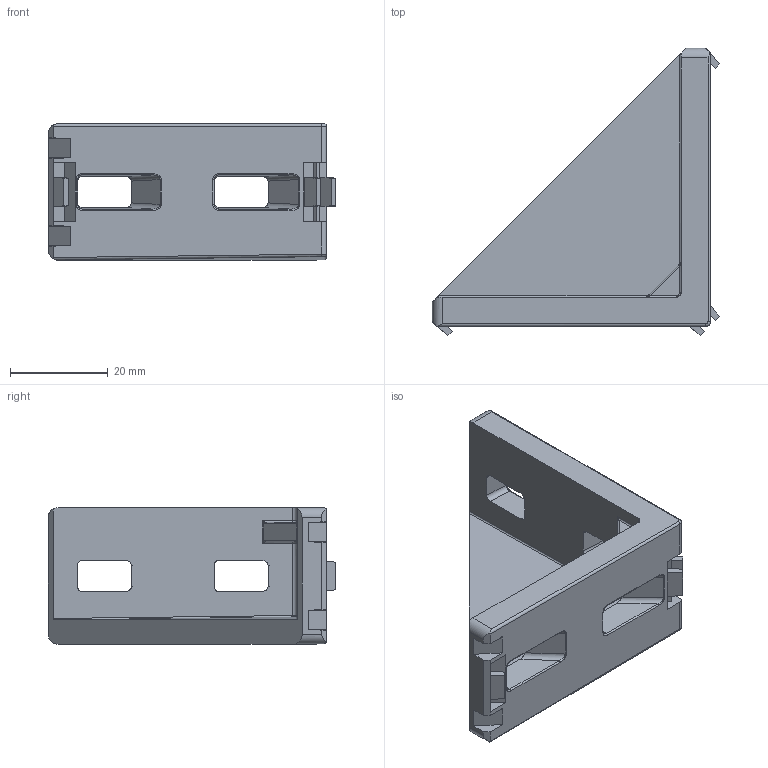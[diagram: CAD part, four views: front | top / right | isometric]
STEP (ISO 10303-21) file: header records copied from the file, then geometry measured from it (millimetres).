
FILE_DESCRIPTION (( 'STEP AP214' ), '1' );
FILE_NAME ('093w302n06.STEP', '2014-08-20T12:09:49', ( '' ), ( '' ), 'SwSTEP 2.0', 'SolidWorks 2014', '' );
FILE_SCHEMA (( 'AUTOMOTIVE_DESIGN' ));
Length unit declared in the file: millimetre
Products named in the file (1): 093w302n06
Bounding box: 58.89 x 58.89 x 28 mm (x, y, z)
Volume: 21645.5 mm3; surface area: 10340.8 mm2
Topology: 1 solids, 1 shells, 170 faces, 438 edges, 270 vertices
Faces by surface type: plane 82, cylinder 55, bspline 30, torus 3
Entity records: 5616 total; most frequent: CARTESIAN_POINT 1825, ORIENTED_EDGE 868, DIRECTION 685, EDGE_CURVE 434, VECTOR 273, LINE 273, VERTEX_POINT 270, AXIS2_PLACEMENT_3D 206
